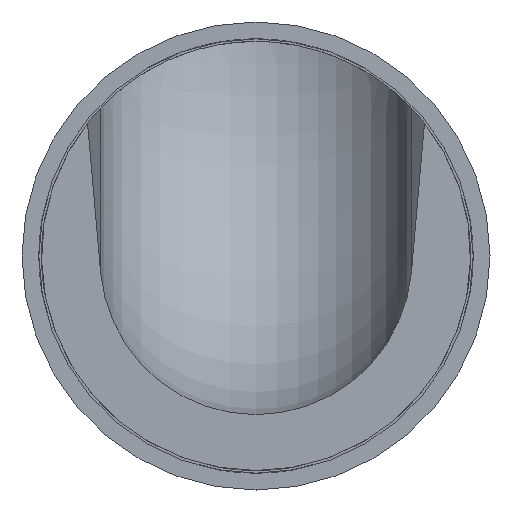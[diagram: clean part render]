
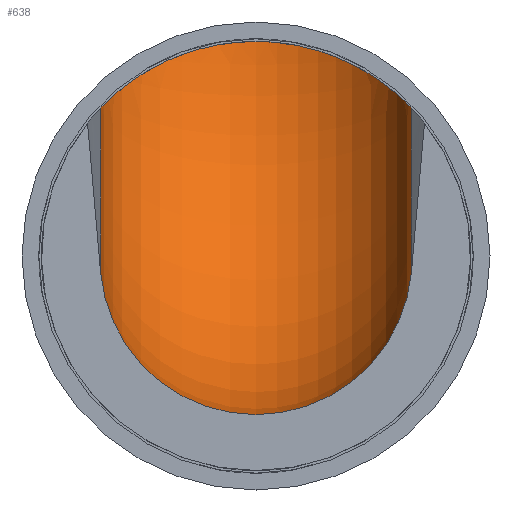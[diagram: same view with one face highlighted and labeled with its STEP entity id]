
A CAD part, front view. The second image highlights one B-rep face of the part: STEP entity #638.
In plain terms, the highlighted toroidal (fillet/blend) face has major radius 0.998 mm and minor radius 0.6 mm.
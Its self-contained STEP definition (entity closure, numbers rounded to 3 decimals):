
#92 = FACE_OUTER_BOUND ( 'NONE', #968, .T. ) ;
#97 = CIRCLE ( 'NONE', #1874, 0.6 ) ;
#137 = CARTESIAN_POINT ( 'NONE',  ( -0.598, -25.18, -0.062 ) ) ;
#171 = B_SPLINE_CURVE_WITH_KNOTS ( 'NONE', 3,
 ( #1703, #3237, #1720, #2970, #3273, #850, #485, #2014 ),
 .UNSPECIFIED., .F., .F.,
 ( 4, 2, 2, 4 ),
 ( 0.001, 0.001, 0.001, 0.002 ),
 .UNSPECIFIED. ) ;
#249 = CARTESIAN_POINT ( 'NONE',  ( 0.598, -25.18, 0.988 ) ) ;
#419 = VERTEX_POINT ( 'NONE', #3923 ) ;
#485 = CARTESIAN_POINT ( 'NONE',  ( -0.585, -24.051, 0.582 ) ) ;
#502 = CARTESIAN_POINT ( 'NONE',  ( 0.524, -23.899, 0.648 ) ) ;
#637 = ORIENTED_EDGE ( 'NONE', *, *, #1079, .T. ) ;
#638 = ADVANCED_FACE ( 'Defeature ausgef�hrt2_20', ( #92 ), #1417, .F. ) ;
#712 = DIRECTION ( 'NONE',  ( 1., 0., 0. ) ) ;
#727 = CARTESIAN_POINT ( 'NONE',  ( 0., -25.18, 0.988 ) ) ;
#755 = DIRECTION ( 'NONE',  ( 0., 0., -1. ) ) ;
#811 = CARTESIAN_POINT ( 'NONE',  ( 0.585, -24.05, 0.582 ) ) ;
#837 = EDGE_CURVE ( 'Defeature ausgef�hrt2_20+Defeature ausgef�hrt2_2+Defeature ausgef�hrt2_21+Defeature ausgef�hrt2_22', #3759, #2431, #171, .T. ) ;
#849 = DIRECTION ( 'NONE',  ( 1., 0., 0. ) ) ;
#850 = CARTESIAN_POINT ( 'NONE',  ( -0.524, -23.899, 0.648 ) ) ;
#945 = AXIS2_PLACEMENT_3D ( 'NONE', #727, #712, #755 ) ;
#968 = EDGE_LOOP ( 'NONE', ( #637, #3471, #3964, #2972, #1228, #2488 ) ) ;
#1035 = AXIS2_PLACEMENT_3D ( 'NONE', #249, #849, #2367 ) ;
#1079 = EDGE_CURVE ( 'Defeature ausgef�hrt2_20+Defeature ausgef�hrt2_2+Defeature ausgef�hrt2_21+Defeature ausgef�hrt2_22', #2395, #3759, #3798, .T. ) ;
#1228 = ORIENTED_EDGE ( 'NONE', *, *, #2134, .T. ) ;
#1344 = VERTEX_POINT ( 'NONE', #137 ) ;
#1417 = TOROIDAL_SURFACE ( 'NONE', #945, 0.998, 0.6 ) ;
#1436 = CARTESIAN_POINT ( 'NONE',  ( 0.31, -23.678, 0.768 ) ) ;
#1490 = DIRECTION ( 'NONE',  ( 0., -1., 0. ) ) ;
#1523 = CARTESIAN_POINT ( 'NONE',  ( 0., -23.59, 0.825 ) ) ;
#1592 = CARTESIAN_POINT ( 'NONE',  ( 0.598, -24.217, 0.569 ) ) ;
#1701 = DIRECTION ( 'NONE',  ( 0., 0., -1. ) ) ;
#1703 = CARTESIAN_POINT ( 'NONE',  ( 0., -23.59, 0.825 ) ) ;
#1720 = CARTESIAN_POINT ( 'NONE',  ( -0.165, -23.609, 0.812 ) ) ;
#1744 = CARTESIAN_POINT ( 'NONE',  ( 0.165, -23.609, 0.812 ) ) ;
#1810 = CARTESIAN_POINT ( 'NONE',  ( 0., -25.18, -0.01 ) ) ;
#1874 = AXIS2_PLACEMENT_3D ( 'NONE', #1810, #3988, #2104 ) ;
#2014 = CARTESIAN_POINT ( 'NONE',  ( -0.598, -24.217, 0.569 ) ) ;
#2104 = DIRECTION ( 'NONE',  ( 0., 0., -1. ) ) ;
#2129 = EDGE_CURVE ( 'Defeature ausgef�hrt2_20+Defeature ausgef�hrt2_19+Defeature ausgef�hrt2_22+Defeature ausgef�hrt2_21', #1344, #419, #97, .T. ) ;
#2134 = EDGE_CURVE ( 'Defeature ausgef�hrt2_20+Defeature ausgef�hrt2_19+Defeature ausgef�hrt2_22+Defeature ausgef�hrt2_21', #419, #3008, #3741, .T. ) ;
#2195 = EDGE_CURVE ( 'Defeature ausgef�hrt2_22+Defeature ausgef�hrt2_20+Defeature ausgef�hrt2_18+Defeature ausgef�hrt2_2', #1344, #2431, #3945, .T. ) ;
#2335 = CARTESIAN_POINT ( 'NONE',  ( 0.598, -24.217, 0.569 ) ) ;
#2353 = CARTESIAN_POINT ( 'NONE',  ( 0.598, -25.18, -0.062 ) ) ;
#2367 = DIRECTION ( 'NONE',  ( 0., 0., -1. ) ) ;
#2372 = DIRECTION ( 'NONE',  ( 0., 0., -1. ) ) ;
#2395 = VERTEX_POINT ( 'NONE', #1592 ) ;
#2431 = VERTEX_POINT ( 'NONE', #2891 ) ;
#2488 = ORIENTED_EDGE ( 'NONE', *, *, #2910, .T. ) ;
#2650 = CARTESIAN_POINT ( 'NONE',  ( 0.372, -23.726, 0.739 ) ) ;
#2720 = CARTESIAN_POINT ( 'NONE',  ( 0.083, -23.59, 0.825 ) ) ;
#2753 = CIRCLE ( 'NONE', #1035, 1.051 ) ;
#2836 = AXIS2_PLACEMENT_3D ( 'NONE', #2939, #3837, #1701 ) ;
#2891 = CARTESIAN_POINT ( 'NONE',  ( -0.598, -24.217, 0.569 ) ) ;
#2910 = EDGE_CURVE ( 'Defeature ausgef�hrt2_20+Defeature ausgef�hrt2_21+Defeature ausgef�hrt2_19+Defeature ausgef�hrt2_2', #3008, #2395, #2753, .T. ) ;
#2939 = CARTESIAN_POINT ( 'NONE',  ( -0.598, -25.18, 0.988 ) ) ;
#2970 = CARTESIAN_POINT ( 'NONE',  ( -0.31, -23.678, 0.768 ) ) ;
#2972 = ORIENTED_EDGE ( 'NONE', *, *, #2129, .T. ) ;
#3008 = VERTEX_POINT ( 'NONE', #2353 ) ;
#3124 = AXIS2_PLACEMENT_3D ( 'NONE', #3658, #1490, #2372 ) ;
#3237 = CARTESIAN_POINT ( 'NONE',  ( -0.082, -23.59, 0.825 ) ) ;
#3273 = CARTESIAN_POINT ( 'NONE',  ( -0.373, -23.727, 0.738 ) ) ;
#3471 = ORIENTED_EDGE ( 'NONE', *, *, #837, .T. ) ;
#3488 = CARTESIAN_POINT ( 'NONE',  ( 0., -23.59, 0.825 ) ) ;
#3658 = CARTESIAN_POINT ( 'NONE',  ( 0., -25.18, -0.01 ) ) ;
#3741 = CIRCLE ( 'NONE', #3124, 0.6 ) ;
#3759 = VERTEX_POINT ( 'NONE', #3488 ) ;
#3798 = B_SPLINE_CURVE_WITH_KNOTS ( 'NONE', 3,
 ( #2335, #811, #502, #2650, #1436, #1744, #2720, #1523 ),
 .UNSPECIFIED., .F., .F.,
 ( 4, 2, 2, 4 ),
 ( 0., 0., 0.001, 0.001 ),
 .UNSPECIFIED. ) ;
#3837 = DIRECTION ( 'NONE',  ( 1., 0., 0. ) ) ;
#3923 = CARTESIAN_POINT ( 'NONE',  ( 0., -25.18, -0.61 ) ) ;
#3945 = CIRCLE ( 'NONE', #2836, 1.051 ) ;
#3964 = ORIENTED_EDGE ( 'NONE', *, *, #2195, .F. ) ;
#3988 = DIRECTION ( 'NONE',  ( 0., -1., 0. ) ) ;
